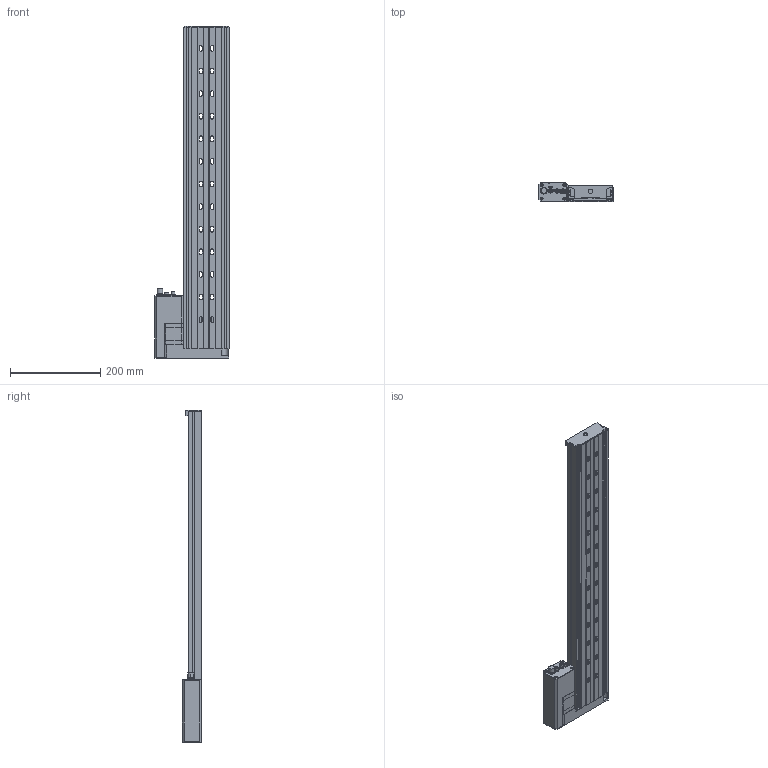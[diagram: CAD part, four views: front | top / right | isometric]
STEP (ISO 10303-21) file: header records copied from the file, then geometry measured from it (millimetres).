
FILE_DESCRIPTION (( 'STEP AP203' ), '1' );
FILE_NAME ('X-LRQ600xP-E01.step', '2023-05-17T23:54:52', ( '' ), ( '' ), 'SwSTEP 2.0', 'SolidWorks 2019', '' );
FILE_SCHEMA (( 'CONFIG_CONTROL_DESIGN' ));
Length unit declared in the file: millimetre
Products named in the file (4): LRQ_carriage^LRQ_LRQ; LRQ_base^LRQ_LRQ600P; X-LRQ600xP-E01; NMS17_motor^LRQ_X-LRQ-E01
Assembly tree (3 placements, depth 2):
  X-LRQ600xP-E01
    LRQ_base^LRQ_LRQ600P
    LRQ_carriage^LRQ_LRQ
    NMS17_motor^LRQ_X-LRQ-E01
Bounding box: 164 x 42.5 x 734.8 mm (x, y, z)
Volume: 1417008.1 mm3; surface area: 495011.6 mm2
Topology: 35 solids, 35 shells, 1066 faces, 2702 edges, 1785 vertices
Faces by surface type: plane 653, cylinder 375, cone 30, torus 8
Entity records: 32907 total; most frequent: CARTESIAN_POINT 5887, DIRECTION 5609, ORIENTED_EDGE 5388, EDGE_CURVE 2694, AXIS2_PLACEMENT_3D 1887, VECTOR 1835, LINE 1835, VERTEX_POINT 1785
